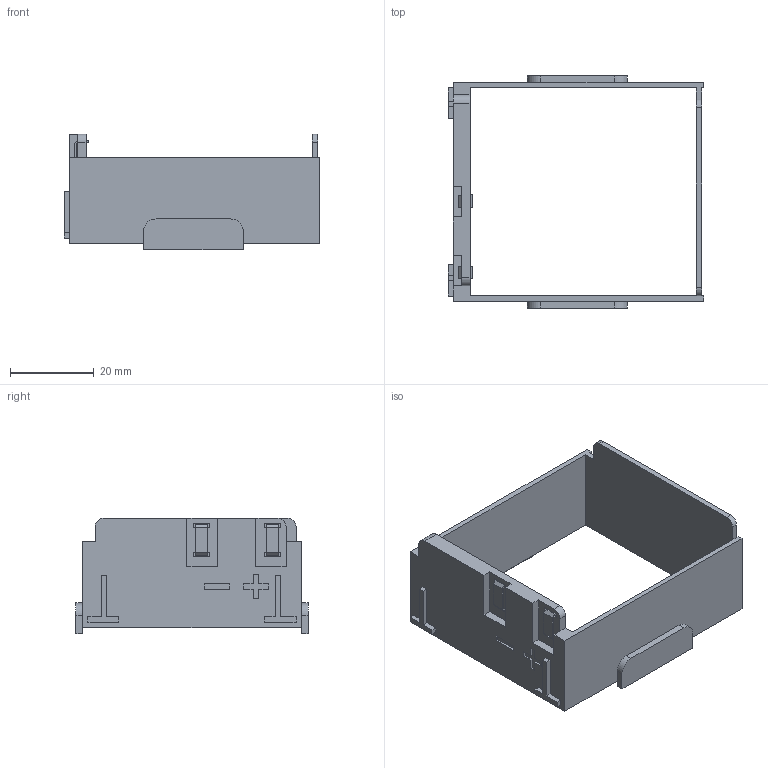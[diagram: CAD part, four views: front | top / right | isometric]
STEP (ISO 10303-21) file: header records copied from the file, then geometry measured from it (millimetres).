
FILE_DESCRIPTION(/* description */ (''),/* implementation_level */ '2;1');
FILE_NAME(/* name */ 'Lego Control+ Battery Box v28.step',/* time_stamp */ '2019-11-19T21:05:00-07:00',/* author */ (''),/* organization */ (''),/* preprocessor_version */ 'ST-DEVELOPER v18',/* originating_system */ 'Autodesk Translation Framework v8.12.0.6',/* authorisation */ '');
FILE_SCHEMA (('AUTOMOTIVE_DESIGN { 1 0 10303 214 3 1 1 }'));
Length unit declared in the file: millimetre
Products named in the file (3): Lego Control+ Battery Box; Battery Box; Contact
Assembly tree (3 placements, depth 2):
  Lego Control+ Battery Box
    Battery Box
    Contact  x2
Bounding box: 61.22 x 55.6 x 27.7 mm (x, y, z)
Volume: 10277.5 mm3; surface area: 11602.4 mm2
Topology: 3 solids, 3 shells, 129 faces, 355 edges, 235 vertices
Faces by surface type: plane 121, cylinder 8
Entity records: 3745 total; most frequent: CARTESIAN_POINT 652, ORIENTED_EDGE 638, DIRECTION 579, EDGE_CURVE 319, LINE 303, VECTOR 303, VERTEX_POINT 211, AXIS2_PLACEMENT_3D 138
